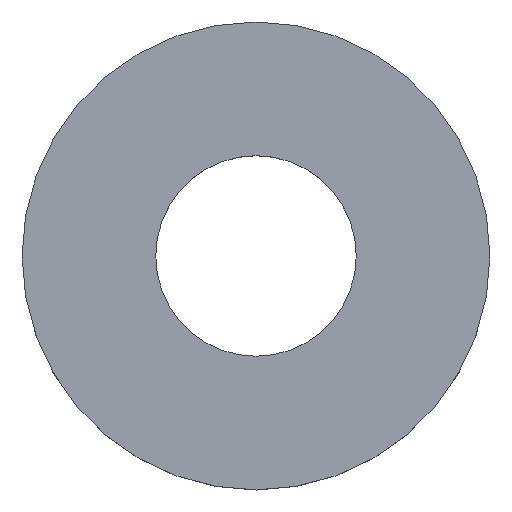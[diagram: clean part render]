
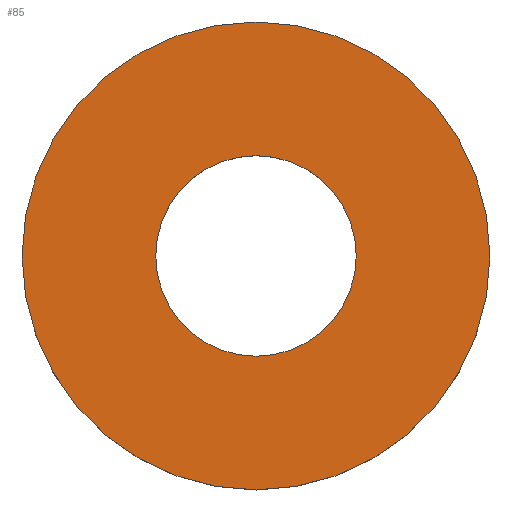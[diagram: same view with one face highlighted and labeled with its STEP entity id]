
A CAD part, top view. The second image highlights one B-rep face of the part: STEP entity #85.
In plain terms, the highlighted planar face has unit normal (0, 0, 1).
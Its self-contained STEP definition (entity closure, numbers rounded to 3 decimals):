
#1 = ORIENTED_EDGE ( 'NONE', *, *, #77, .T. ) ;
#7 = VERTEX_POINT ( 'NONE', #185 ) ;
#9 = DIRECTION ( 'NONE',  ( -1., 0., 0. ) ) ;
#10 = DIRECTION ( 'NONE',  ( 0., 0., 1. ) ) ;
#11 = CARTESIAN_POINT ( 'NONE',  ( -7., -7., 0. ) ) ;
#17 = VERTEX_POINT ( 'NONE', #32 ) ;
#23 = EDGE_CURVE ( 'NONE', #17, #7, #150, .T. ) ;
#25 = FACE_BOUND ( 'NONE', #42, .T. ) ;
#31 = VERTEX_POINT ( 'NONE', #110 ) ;
#32 = CARTESIAN_POINT ( 'NONE',  ( 3., 0., 0. ) ) ;
#35 = DIRECTION ( 'NONE',  ( 0., 0., -1. ) ) ;
#37 = EDGE_CURVE ( 'NONE', #91, #31, #88, .T. ) ;
#42 = EDGE_LOOP ( 'NONE', ( #1, #183 ) ) ;
#44 = AXIS2_PLACEMENT_3D ( 'NONE', #94, #35, #9 ) ;
#50 = EDGE_CURVE ( 'NONE', #31, #91, #148, .T. ) ;
#60 = FACE_OUTER_BOUND ( 'NONE', #145, .T. ) ;
#63 = CIRCLE ( 'NONE', #44, 3. ) ;
#76 = DIRECTION ( 'NONE',  ( -1., 0., 0. ) ) ;
#77 = EDGE_CURVE ( 'NONE', #7, #17, #63, .T. ) ;
#79 = DIRECTION ( 'NONE',  ( 0., 0., -1. ) ) ;
#85 = ADVANCED_FACE ( 'NONE', ( #25, #60 ), #113, .T. ) ;
#88 = CIRCLE ( 'NONE', #162, 7. ) ;
#91 = VERTEX_POINT ( 'NONE', #172 ) ;
#94 = CARTESIAN_POINT ( 'NONE',  ( 0., 0., 0. ) ) ;
#108 = AXIS2_PLACEMENT_3D ( 'NONE', #138, #10, #240 ) ;
#110 = CARTESIAN_POINT ( 'NONE',  ( -7., 0., 0. ) ) ;
#113 = PLANE ( 'NONE',  #165 ) ;
#117 = DIRECTION ( 'NONE',  ( 0., 0., 1. ) ) ;
#128 = ORIENTED_EDGE ( 'NONE', *, *, #37, .T. ) ;
#134 = DIRECTION ( 'NONE',  ( 0., 0., 1. ) ) ;
#138 = CARTESIAN_POINT ( 'NONE',  ( 0., 0., 0. ) ) ;
#145 = EDGE_LOOP ( 'NONE', ( #128, #235 ) ) ;
#148 = CIRCLE ( 'NONE', #108, 7. ) ;
#150 = CIRCLE ( 'NONE', #232, 3. ) ;
#153 = DIRECTION ( 'NONE',  ( 1., 0., 0. ) ) ;
#155 = DIRECTION ( 'NONE',  ( 1., 0., 0. ) ) ;
#157 = CARTESIAN_POINT ( 'NONE',  ( 0., 0., 0. ) ) ;
#162 = AXIS2_PLACEMENT_3D ( 'NONE', #222, #117, #153 ) ;
#165 = AXIS2_PLACEMENT_3D ( 'NONE', #11, #134, #155 ) ;
#172 = CARTESIAN_POINT ( 'NONE',  ( 7., 0., 0. ) ) ;
#183 = ORIENTED_EDGE ( 'NONE', *, *, #23, .T. ) ;
#185 = CARTESIAN_POINT ( 'NONE',  ( -3., 0., 0. ) ) ;
#222 = CARTESIAN_POINT ( 'NONE',  ( 0., 0., 0. ) ) ;
#232 = AXIS2_PLACEMENT_3D ( 'NONE', #157, #79, #76 ) ;
#235 = ORIENTED_EDGE ( 'NONE', *, *, #50, .T. ) ;
#240 = DIRECTION ( 'NONE',  ( 1., 0., 0. ) ) ;
